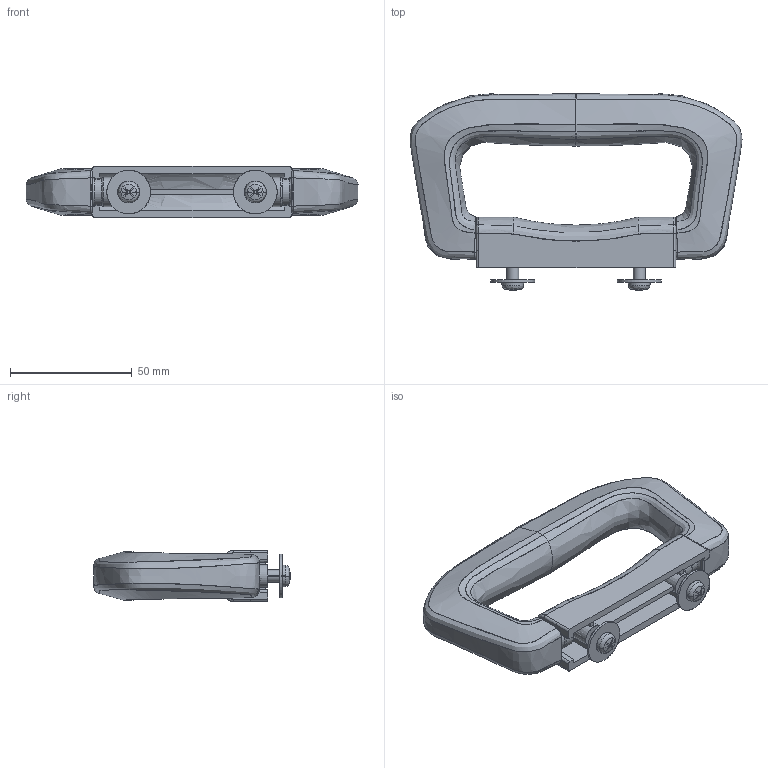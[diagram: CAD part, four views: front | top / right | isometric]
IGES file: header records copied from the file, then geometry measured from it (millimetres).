
Start section: SolidWorks IGES file using analytic representation for surfaces
Global section: file name: THA-465.IGS,15HSolidWorks; native system: 2015; preprocessor: SolidWorks 2015; author: Yoshitsune; date: 150824.133123; units: millimetre
Bounding box: 136.43 x 80.79 x 21 mm (x, y, z)
Surface area: 28549.8 mm2 (no closed solid volume)
Topology: 0 solids, 0 shells, 200 faces, 3309 edges, 3309 vertices
Faces by surface type: bspline 154, revolution 46
